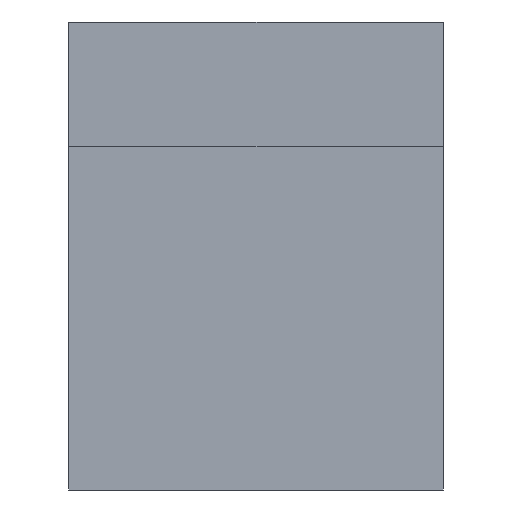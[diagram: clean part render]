
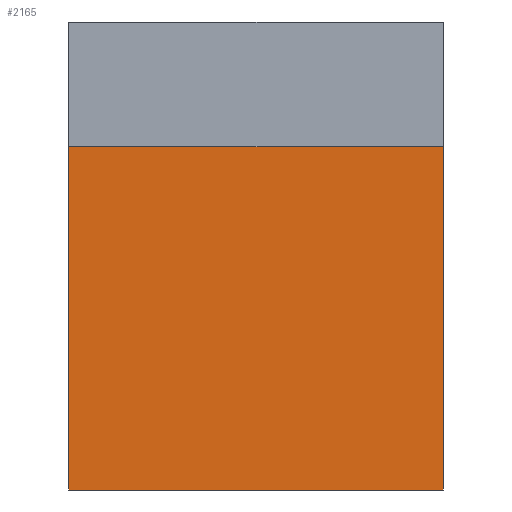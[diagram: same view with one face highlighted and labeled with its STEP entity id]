
A CAD part, left-side view. The second image highlights one B-rep face of the part: STEP entity #2165.
In plain terms, the highlighted planar face has unit normal (-1, 0, 0).
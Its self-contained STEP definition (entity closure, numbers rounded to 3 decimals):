
#81=PLANE('',#2313);
#188=FACE_OUTER_BOUND('',#321,.T.);
#321=EDGE_LOOP('',(#1602,#1603,#1604,#1605));
#488=LINE('',#3096,#748);
#493=LINE('',#3106,#753);
#498=LINE('',#3115,#758);
#499=LINE('',#3117,#759);
#748=VECTOR('',#2515,10.);
#753=VECTOR('',#2522,10.);
#758=VECTOR('',#2531,10.);
#759=VECTOR('',#2534,10.);
#1050=VERTEX_POINT('',#3094);
#1051=VERTEX_POINT('',#3095);
#1054=VERTEX_POINT('',#3103);
#1057=VERTEX_POINT('',#3113);
#1260=EDGE_CURVE('',#1050,#1051,#488,.T.);
#1265=EDGE_CURVE('',#1051,#1054,#493,.T.);
#1270=EDGE_CURVE('',#1050,#1057,#498,.T.);
#1271=EDGE_CURVE('',#1057,#1054,#499,.T.);
#1602=ORIENTED_EDGE('',*,*,#1271,.F.);
#1603=ORIENTED_EDGE('',*,*,#1270,.F.);
#1604=ORIENTED_EDGE('',*,*,#1260,.T.);
#1605=ORIENTED_EDGE('',*,*,#1265,.T.);
#2165=ADVANCED_FACE('',(#188),#81,.T.);
#2313=AXIS2_PLACEMENT_3D('',#3116,#2532,#2533);
#2515=DIRECTION('',(0.,-1.,0.));
#2522=DIRECTION('',(0.,0.,1.));
#2531=DIRECTION('',(0.,0.,1.));
#2532=DIRECTION('center_axis',(-1.,0.,0.));
#2533=DIRECTION('ref_axis',(0.,-1.,0.));
#2534=DIRECTION('',(0.,-1.,0.));
#3094=CARTESIAN_POINT('',(0.,120.,0.));
#3095=CARTESIAN_POINT('',(0.,0.,0.));
#3096=CARTESIAN_POINT('',(0.,120.,0.));
#3103=CARTESIAN_POINT('',(0.,0.,110.));
#3106=CARTESIAN_POINT('',(0.,0.,0.));
#3113=CARTESIAN_POINT('',(0.,120.,110.));
#3115=CARTESIAN_POINT('',(0.,120.,0.));
#3116=CARTESIAN_POINT('Origin',(0.,120.,0.));
#3117=CARTESIAN_POINT('',(0.,90.,110.));
